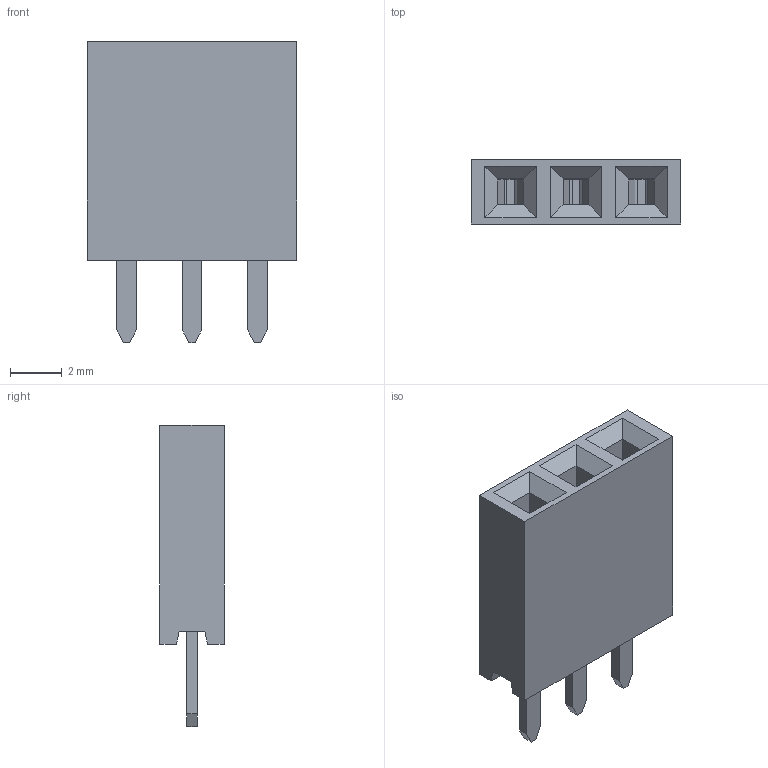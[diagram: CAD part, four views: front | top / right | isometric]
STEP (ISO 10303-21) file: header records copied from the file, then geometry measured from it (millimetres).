
FILE_DESCRIPTION(('for SolidWorks'),'2;1');
FILE_NAME('hdrf-1x3t_2.54_8x3.step', '2016-06-03T11:14:46',('Serg'),(''),'Open CASCADE STEP processor 6.6', 'DipTrace','Unknown');
FILE_SCHEMA(('AUTOMOTIVE_DESIGN { 1 0 10303 214 1 1 1 1 }'));
Length unit declared in the file: millimetre
Products named in the file (2): ASSEMBLY; hdrf-1x3t_2.54_8x3
Assembly tree (1 placements, depth 2):
  ASSEMBLY
    hdrf-1x3t_2.54_8x3
Bounding box: 8.12 x 2.5 x 11.7 mm (x, y, z)
Volume: 154.4 mm3; surface area: 313.6 mm2
Topology: 1 solids, 1 shells, 82 faces, 210 edges, 136 vertices
Faces by surface type: plane 82
Entity records: 3024 total; most frequent: CARTESIAN_POINT 430, ORIENTED_EDGE 420, DIRECTION 378, EDGE_CURVE 210, LINE 210, VECTOR 210, VERTEX_POINT 136, FACE_BOUND 88
